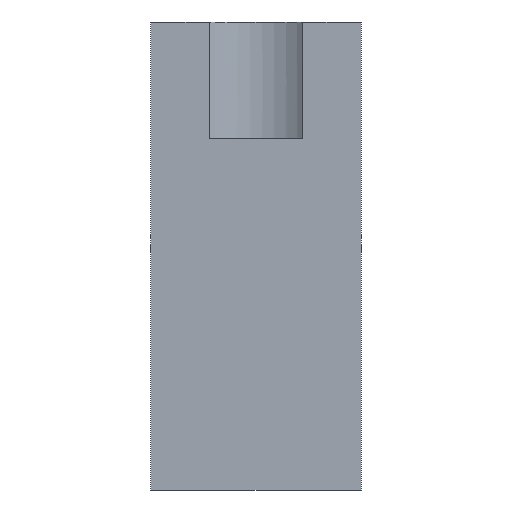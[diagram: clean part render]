
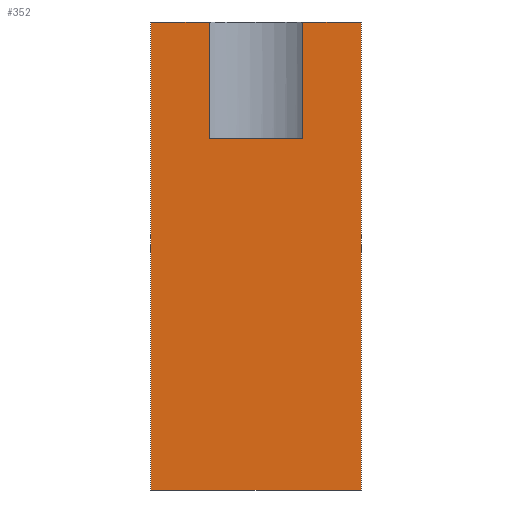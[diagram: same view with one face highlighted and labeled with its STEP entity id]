
A CAD part, front view. The second image highlights one B-rep face of the part: STEP entity #352.
In plain terms, the highlighted planar face has unit normal (0, -1, 0).
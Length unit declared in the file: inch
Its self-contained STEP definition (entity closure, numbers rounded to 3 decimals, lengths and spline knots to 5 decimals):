
#28=PLANE('',#397);
#45=FACE_OUTER_BOUND('',#64,.T.);
#64=EDGE_LOOP('',(#304,#305,#306,#307,#308,#309,#310,#311));
#79=LINE('',#508,#119);
#83=LINE('',#515,#123);
#107=LINE('',#575,#147);
#108=LINE('',#577,#148);
#110=LINE('',#581,#150);
#111=LINE('',#583,#151);
#112=LINE('',#584,#152);
#113=LINE('',#585,#153);
#119=VECTOR('',#415,39.37008);
#123=VECTOR('',#421,39.37008);
#147=VECTOR('',#475,39.37008);
#148=VECTOR('',#476,39.37008);
#150=VECTOR('',#480,39.37008);
#151=VECTOR('',#481,39.37008);
#152=VECTOR('',#482,39.37008);
#153=VECTOR('',#483,39.37008);
#164=VERTEX_POINT('',#505);
#165=VERTEX_POINT('',#507);
#166=VERTEX_POINT('',#511);
#167=VERTEX_POINT('',#513);
#188=VERTEX_POINT('',#573);
#189=VERTEX_POINT('',#576);
#190=VERTEX_POINT('',#580);
#191=VERTEX_POINT('',#582);
#197=EDGE_CURVE('',#165,#164,#79,.T.);
#201=EDGE_CURVE('',#167,#166,#83,.T.);
#231=EDGE_CURVE('',#188,#167,#107,.T.);
#232=EDGE_CURVE('',#165,#189,#108,.T.);
#234=EDGE_CURVE('',#190,#188,#110,.T.);
#235=EDGE_CURVE('',#191,#190,#111,.T.);
#236=EDGE_CURVE('',#189,#191,#112,.T.);
#237=EDGE_CURVE('',#164,#166,#113,.T.);
#304=ORIENTED_EDGE('',*,*,#231,.F.);
#305=ORIENTED_EDGE('',*,*,#234,.F.);
#306=ORIENTED_EDGE('',*,*,#235,.F.);
#307=ORIENTED_EDGE('',*,*,#236,.F.);
#308=ORIENTED_EDGE('',*,*,#232,.F.);
#309=ORIENTED_EDGE('',*,*,#197,.T.);
#310=ORIENTED_EDGE('',*,*,#237,.T.);
#311=ORIENTED_EDGE('',*,*,#201,.F.);
#352=ADVANCED_FACE('',(#45),#28,.F.);
#397=AXIS2_PLACEMENT_3D('',#579,#478,#479);
#415=DIRECTION('',(0.,0.,-1.));
#421=DIRECTION('',(0.,0.,-1.));
#475=DIRECTION('',(1.,0.,0.));
#476=DIRECTION('',(1.,0.,0.));
#478=DIRECTION('center_axis',(0.,1.,0.));
#479=DIRECTION('ref_axis',(0.,0.,1.));
#480=DIRECTION('',(0.,0.,1.));
#481=DIRECTION('',(1.,0.,0.));
#482=DIRECTION('',(0.,0.,-1.));
#483=DIRECTION('',(1.,0.,0.));
#505=CARTESIAN_POINT('',(0.,0.,0.));
#507=CARTESIAN_POINT('',(0.,0.,6.));
#508=CARTESIAN_POINT('',(0.,0.,6.));
#511=CARTESIAN_POINT('',(2.7,0.,0.));
#513=CARTESIAN_POINT('',(2.7,0.,6.));
#515=CARTESIAN_POINT('',(2.7,0.,6.));
#573=CARTESIAN_POINT('',(1.95,0.,6.));
#575=CARTESIAN_POINT('',(0.,0.,6.));
#576=CARTESIAN_POINT('',(0.75,0.,6.));
#577=CARTESIAN_POINT('',(0.,0.,6.));
#579=CARTESIAN_POINT('Origin',(0.,0.,6.));
#580=CARTESIAN_POINT('',(1.95,0.,4.5));
#581=CARTESIAN_POINT('',(1.95,0.,6.));
#582=CARTESIAN_POINT('',(0.75,0.,4.5));
#583=CARTESIAN_POINT('',(0.75,0.,4.5));
#584=CARTESIAN_POINT('',(0.75,0.,6.));
#585=CARTESIAN_POINT('',(0.,0.,0.));
